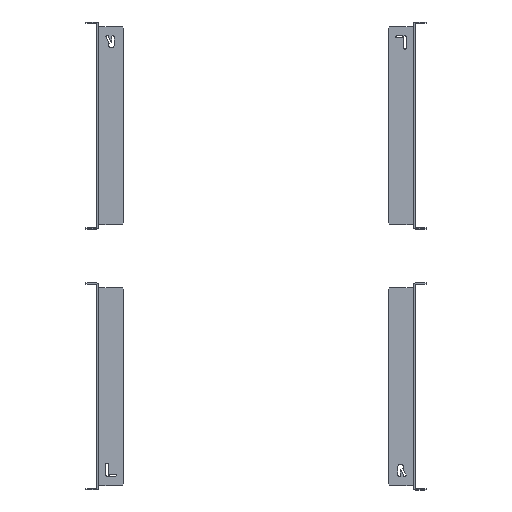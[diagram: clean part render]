
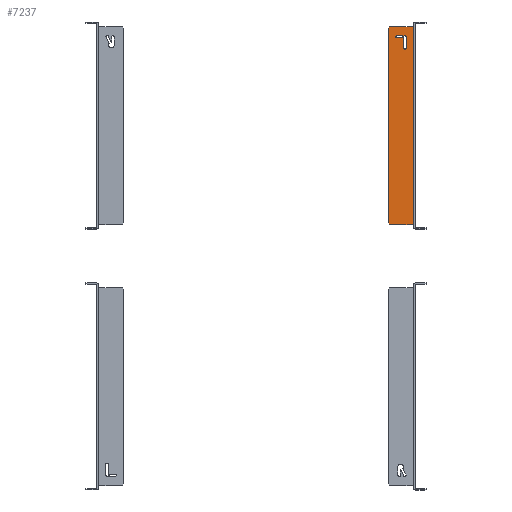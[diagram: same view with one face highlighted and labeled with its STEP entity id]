
A CAD part, top view. The second image highlights one B-rep face of the part: STEP entity #7237.
In plain terms, the highlighted planar face has unit normal (0, 0, 1).
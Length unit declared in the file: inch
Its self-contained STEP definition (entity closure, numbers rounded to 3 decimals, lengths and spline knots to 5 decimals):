
#145 = EDGE_CURVE ( 'NONE', #4893, #13537, #1657, .T. ) ;
#247 = CARTESIAN_POINT ( 'NONE',  ( 17.528, 19.5, -1.75 ) ) ;
#371 = CIRCLE ( 'NONE', #5094, 0.0625 ) ;
#442 = LINE ( 'NONE', #4525, #3997 ) ;
#486 = LINE ( 'NONE', #14631, #1984 ) ;
#489 = LINE ( 'NONE', #8824, #8613 ) ;
#706 = CARTESIAN_POINT ( 'NONE',  ( 16.6, 19.4375, -1.75 ) ) ;
#741 = VECTOR ( 'NONE', #16711, 39.37008 ) ;
#884 = VERTEX_POINT ( 'NONE', #7990 ) ;
#1364 = CARTESIAN_POINT ( 'NONE',  ( 16.9755, 14.5, -1.75 ) ) ;
#1451 = CARTESIAN_POINT ( 'NONE',  ( 16.1, 9.1, -1.75 ) ) ;
#1611 = ORIENTED_EDGE ( 'NONE', *, *, #4344, .F. ) ;
#1657 = LINE ( 'NONE', #10163, #6001 ) ;
#1923 = EDGE_CURVE ( 'NONE', #8379, #12286, #6384, .T. ) ;
#1984 = VECTOR ( 'NONE', #11778, 39.37008 ) ;
#2087 = FACE_BOUND ( 'NONE', #14382, .T. ) ;
#2356 = DIRECTION ( 'NONE',  ( 0., 0., -1. ) ) ;
#2461 = EDGE_LOOP ( 'NONE', ( #5228, #17900, #8554, #2613 ) ) ;
#2613 = ORIENTED_EDGE ( 'NONE', *, *, #6231, .F. ) ;
#2672 = ORIENTED_EDGE ( 'NONE', *, *, #12857, .F. ) ;
#2703 = VERTEX_POINT ( 'NONE', #2902 ) ;
#2727 = CIRCLE ( 'NONE', #14247, 0.0625 ) ;
#2736 = EDGE_CURVE ( 'NONE', #9086, #13537, #16182, .T. ) ;
#2763 = ORIENTED_EDGE ( 'NONE', *, *, #13136, .F. ) ;
#2902 = CARTESIAN_POINT ( 'NONE',  ( 16.9755, 18.8125, -1.75 ) ) ;
#3126 = LINE ( 'NONE', #247, #10753 ) ;
#3344 = CARTESIAN_POINT ( 'NONE',  ( 16.85, 19.5, -1.75 ) ) ;
#3562 = ORIENTED_EDGE ( 'NONE', *, *, #1923, .F. ) ;
#3997 = VECTOR ( 'NONE', #6085, 39.37008 ) ;
#4100 = CARTESIAN_POINT ( 'NONE',  ( 17.1005, 19.4375, -1.75 ) ) ;
#4212 = VERTEX_POINT ( 'NONE', #17274 ) ;
#4344 = EDGE_CURVE ( 'NONE', #4893, #8287, #6287, .T. ) ;
#4389 = ORIENTED_EDGE ( 'NONE', *, *, #16717, .F. ) ;
#4525 = CARTESIAN_POINT ( 'NONE',  ( 16.1, 19.9, -1.75 ) ) ;
#4861 = FACE_BOUND ( 'NONE', #2461, .T. ) ;
#4893 = VERTEX_POINT ( 'NONE', #9490 ) ;
#5050 = ORIENTED_EDGE ( 'NONE', *, *, #145, .T. ) ;
#5094 = AXIS2_PLACEMENT_3D ( 'NONE', #10018, #7333, #17210 ) ;
#5095 = VERTEX_POINT ( 'NONE', #1451 ) ;
#5223 = DIRECTION ( 'NONE',  ( 0., 1., 0. ) ) ;
#5228 = ORIENTED_EDGE ( 'NONE', *, *, #11647, .F. ) ;
#5889 = DIRECTION ( 'NONE',  ( -1., 0., 0. ) ) ;
#6001 = VECTOR ( 'NONE', #17255, 39.37008 ) ;
#6085 = DIRECTION ( 'NONE',  ( 0.707, 0.707, 0. ) ) ;
#6148 = ORIENTED_EDGE ( 'NONE', *, *, #17318, .F. ) ;
#6231 = EDGE_CURVE ( 'NONE', #11681, #2703, #16689, .T. ) ;
#6234 = VECTOR ( 'NONE', #5223, 39.37008 ) ;
#6287 = LINE ( 'NONE', #7949, #11476 ) ;
#6384 = CIRCLE ( 'NONE', #8458, 0.0625 ) ;
#7237 = ADVANCED_FACE ( 'NONE', ( #9203, #2087, #4861 ), #15004, .F. ) ;
#7333 = DIRECTION ( 'NONE',  ( 0., 0., 1. ) ) ;
#7345 = DIRECTION ( 'NONE',  ( -0.707, 0.707, 0. ) ) ;
#7631 = DIRECTION ( 'NONE',  ( 0., -1., 0. ) ) ;
#7907 = CARTESIAN_POINT ( 'NONE',  ( 16.6, 19.5, -1.75 ) ) ;
#7949 = CARTESIAN_POINT ( 'NONE',  ( 17.528, 9., -1.75 ) ) ;
#7990 = CARTESIAN_POINT ( 'NONE',  ( 17.1005, 18.8125, -1.75 ) ) ;
#7998 = CARTESIAN_POINT ( 'NONE',  ( 16.1, 14.5, -1.75 ) ) ;
#8287 = VERTEX_POINT ( 'NONE', #9020 ) ;
#8379 = VERTEX_POINT ( 'NONE', #7907 ) ;
#8458 = AXIS2_PLACEMENT_3D ( 'NONE', #706, #10413, #16120 ) ;
#8554 = ORIENTED_EDGE ( 'NONE', *, *, #13690, .F. ) ;
#8613 = VECTOR ( 'NONE', #7345, 39.37008 ) ;
#8824 = CARTESIAN_POINT ( 'NONE',  ( 16.2, 9., -1.75 ) ) ;
#8970 = VERTEX_POINT ( 'NONE', #4100 ) ;
#9020 = CARTESIAN_POINT ( 'NONE',  ( 16.2, 9., -1.75 ) ) ;
#9086 = VERTEX_POINT ( 'NONE', #15630 ) ;
#9175 = VERTEX_POINT ( 'NONE', #3344 ) ;
#9203 = FACE_OUTER_BOUND ( 'NONE', #11318, .T. ) ;
#9490 = CARTESIAN_POINT ( 'NONE',  ( 17.492, 9., -1.75 ) ) ;
#9505 = ORIENTED_EDGE ( 'NONE', *, *, #14325, .F. ) ;
#9699 = CARTESIAN_POINT ( 'NONE',  ( 17.1005, 14.5, -1.75 ) ) ;
#9791 = LINE ( 'NONE', #9699, #741 ) ;
#10018 = CARTESIAN_POINT ( 'NONE',  ( 16.85, 19.4375, -1.75 ) ) ;
#10037 = CIRCLE ( 'NONE', #11805, 0.0625 ) ;
#10163 = CARTESIAN_POINT ( 'NONE',  ( 17.492, 9., -1.75 ) ) ;
#10413 = DIRECTION ( 'NONE',  ( 0., 0., 1. ) ) ;
#10652 = CARTESIAN_POINT ( 'NONE',  ( 17.528, 20., -1.75 ) ) ;
#10753 = VECTOR ( 'NONE', #5889, 39.37008 ) ;
#11246 = AXIS2_PLACEMENT_3D ( 'NONE', #14832, #2356, #13633 ) ;
#11318 = EDGE_LOOP ( 'NONE', ( #11787, #2672, #2763, #1611, #5050, #13176 ) ) ;
#11476 = VECTOR ( 'NONE', #14778, 39.37008 ) ;
#11647 = EDGE_CURVE ( 'NONE', #8970, #11681, #10037, .T. ) ;
#11681 = VERTEX_POINT ( 'NONE', #12340 ) ;
#11778 = DIRECTION ( 'NONE',  ( 1., 0., 0. ) ) ;
#11787 = ORIENTED_EDGE ( 'NONE', *, *, #16382, .F. ) ;
#11805 = AXIS2_PLACEMENT_3D ( 'NONE', #17509, #17776, #7631 ) ;
#11877 = VERTEX_POINT ( 'NONE', #17026 ) ;
#12039 = VECTOR ( 'NONE', #18254, 39.37008 ) ;
#12132 = DIRECTION ( 'NONE',  ( 1., 0., 0. ) ) ;
#12215 = DIRECTION ( 'NONE',  ( 0., -1., 0. ) ) ;
#12286 = VERTEX_POINT ( 'NONE', #14437 ) ;
#12340 = CARTESIAN_POINT ( 'NONE',  ( 16.9755, 19.4375, -1.75 ) ) ;
#12781 = CARTESIAN_POINT ( 'NONE',  ( 17.492, 20., -1.75 ) ) ;
#12857 = EDGE_CURVE ( 'NONE', #5095, #11877, #17960, .T. ) ;
#13136 = EDGE_CURVE ( 'NONE', #8287, #5095, #489, .T. ) ;
#13176 = ORIENTED_EDGE ( 'NONE', *, *, #2736, .F. ) ;
#13236 = CARTESIAN_POINT ( 'NONE',  ( 17.038, 18.8125, -1.75 ) ) ;
#13537 = VERTEX_POINT ( 'NONE', #12781 ) ;
#13633 = DIRECTION ( 'NONE',  ( 1., 0., 0. ) ) ;
#13690 = EDGE_CURVE ( 'NONE', #2703, #884, #2727, .T. ) ;
#14247 = AXIS2_PLACEMENT_3D ( 'NONE', #13236, #16082, #12215 ) ;
#14325 = EDGE_CURVE ( 'NONE', #4212, #9175, #371, .T. ) ;
#14382 = EDGE_LOOP ( 'NONE', ( #3562, #4389, #9505, #6148 ) ) ;
#14437 = CARTESIAN_POINT ( 'NONE',  ( 16.6, 19.375, -1.75 ) ) ;
#14631 = CARTESIAN_POINT ( 'NONE',  ( 17.528, 19.375, -1.75 ) ) ;
#14778 = DIRECTION ( 'NONE',  ( -1., 0., 0. ) ) ;
#14832 = CARTESIAN_POINT ( 'NONE',  ( 17.528, 14.5, -1.75 ) ) ;
#15004 = PLANE ( 'NONE',  #11246 ) ;
#15239 = VECTOR ( 'NONE', #12132, 39.37008 ) ;
#15630 = CARTESIAN_POINT ( 'NONE',  ( 16.2, 20., -1.75 ) ) ;
#16082 = DIRECTION ( 'NONE',  ( 0., 0., 1. ) ) ;
#16120 = DIRECTION ( 'NONE',  ( 0., -1., 0. ) ) ;
#16182 = LINE ( 'NONE', #10652, #15239 ) ;
#16239 = EDGE_CURVE ( 'NONE', #884, #8970, #9791, .T. ) ;
#16382 = EDGE_CURVE ( 'NONE', #11877, #9086, #442, .T. ) ;
#16689 = LINE ( 'NONE', #1364, #12039 ) ;
#16711 = DIRECTION ( 'NONE',  ( 0., 1., 0. ) ) ;
#16717 = EDGE_CURVE ( 'NONE', #9175, #8379, #3126, .T. ) ;
#17026 = CARTESIAN_POINT ( 'NONE',  ( 16.1, 19.9, -1.75 ) ) ;
#17210 = DIRECTION ( 'NONE',  ( 0., -1., 0. ) ) ;
#17255 = DIRECTION ( 'NONE',  ( 0., 1., 0. ) ) ;
#17274 = CARTESIAN_POINT ( 'NONE',  ( 16.85, 19.375, -1.75 ) ) ;
#17318 = EDGE_CURVE ( 'NONE', #12286, #4212, #486, .T. ) ;
#17509 = CARTESIAN_POINT ( 'NONE',  ( 17.038, 19.4375, -1.75 ) ) ;
#17776 = DIRECTION ( 'NONE',  ( 0., 0., 1. ) ) ;
#17900 = ORIENTED_EDGE ( 'NONE', *, *, #16239, .F. ) ;
#17960 = LINE ( 'NONE', #7998, #6234 ) ;
#18254 = DIRECTION ( 'NONE',  ( 0., -1., 0. ) ) ;
